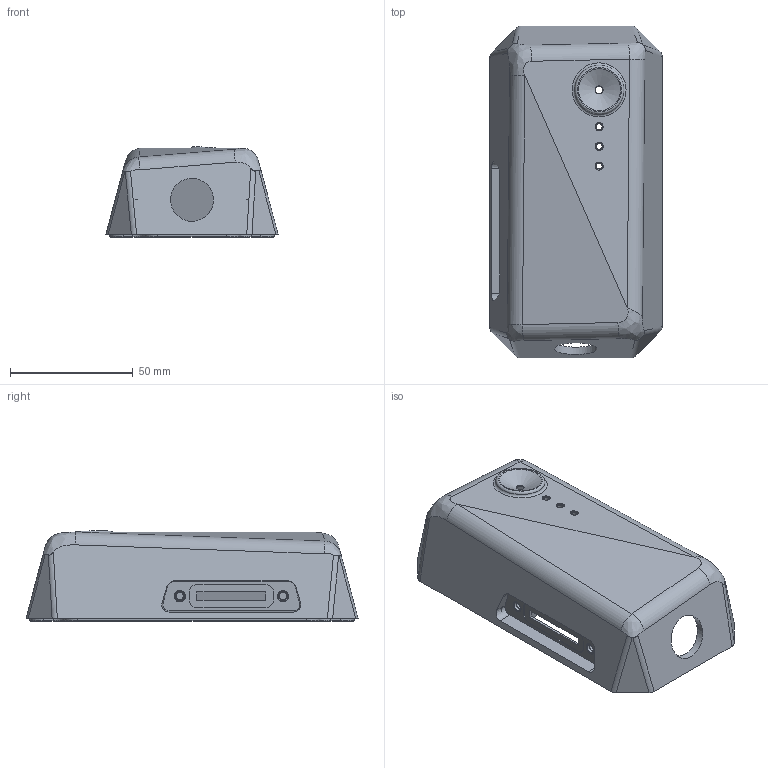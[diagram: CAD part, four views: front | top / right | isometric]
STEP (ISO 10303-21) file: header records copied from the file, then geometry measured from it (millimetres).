
FILE_DESCRIPTION(('FreeCAD Model'),'2;1');
FILE_NAME('Open CASCADE Shape Model','2021-02-19T05:33:25',('Author'),( ''),'Open CASCADE STEP processor 7.4','FreeCAD','Unknown');
FILE_SCHEMA(('AUTOMOTIVE_DESIGN { 1 0 10303 214 1 1 1 1 }'));
Length unit declared in the file: millimetre
Products named in the file (4): enclosure_faceted3; AdditiveLoft-led-board-boss-2; inserts-lid; tappex-118m3
Assembly tree (8 placements, depth 3):
  enclosure_faceted3
    AdditiveLoft-led-board-boss-2
    inserts-lid
      tappex-118m3  x6
Bounding box: 70 x 135 x 36.76 mm (x, y, z)
Volume: 61485.4 mm3; surface area: 42361 mm2
Topology: 7 solids, 7 shells, 339 faces, 772 edges, 486 vertices
Faces by surface type: plane 113, cylinder 93, bspline 63, cone 43, torus 27
Full cylindrical faces by diameter (mm): 2.4 x3, 3 x6, 3.2 x1, 3.3 x3, 3.5 x14, 4.3 x2, 4.6 x10, 17.46 x1
Entity records: 13689 total; most frequent: CARTESIAN_POINT 6940, ORIENTED_EDGE 1434, DIRECTION 1275, EDGE_CURVE 717, AXIS2_PLACEMENT_3D 499, VERTEX_POINT 451, FACE_BOUND 340, EDGE_LOOP 340
